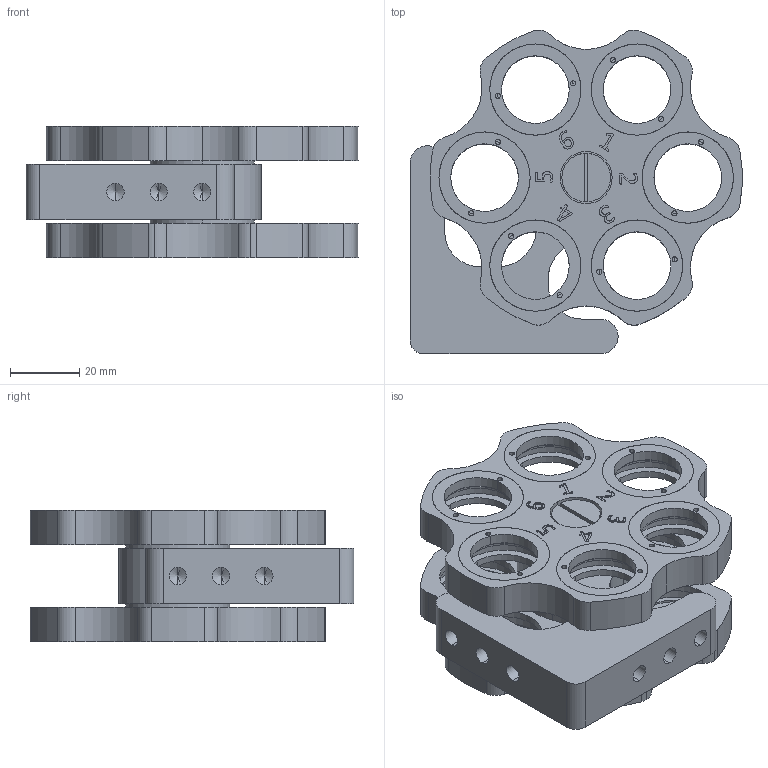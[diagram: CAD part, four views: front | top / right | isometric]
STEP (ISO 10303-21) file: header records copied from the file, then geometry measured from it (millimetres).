
FILE_DESCRIPTION (( 'STEP AP203' ), '1' );
FILE_NAME ('04RFH-2M.STEP', '2016-04-14T03:48:00', ( '' ), ( '' ), 'SwSTEP 2.0', 'SolidWorks 2016', '' );
FILE_SCHEMA (( 'CONFIG_CONTROL_DESIGN' ));
Length unit declared in the file: millimetre
Products named in the file (1): 04RFH-2M
Bounding box: 95.73 x 93.34 x 38 mm (x, y, z)
Volume: 98463 mm3; surface area: 59733.7 mm2
Topology: 30 solids, 30 shells, 653 faces, 1670 edges, 1110 vertices
Faces by surface type: cylinder 320, plane 171, bspline 138, cone 12, sphere 12
Entity records: 26535 total; most frequent: CARTESIAN_POINT 10884, ORIENTED_EDGE 3252, DIRECTION 3054, EDGE_CURVE 1626, AXIS2_PLACEMENT_3D 1188, VERTEX_POINT 1090, EDGE_LOOP 846, LINE 678
